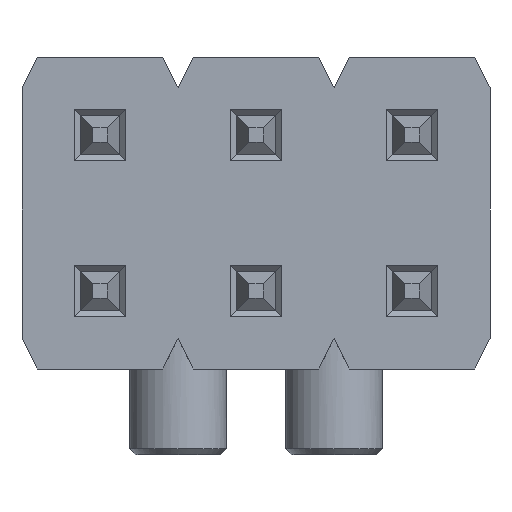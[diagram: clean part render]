
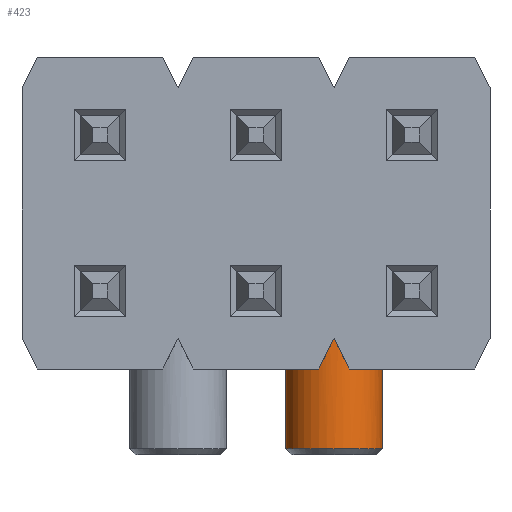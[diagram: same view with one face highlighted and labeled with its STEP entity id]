
A CAD part, front view. The second image highlights one B-rep face of the part: STEP entity #423.
In plain terms, the highlighted cylindrical face has radius 0.79 mm (diameter 1.58 mm), a full revolution.
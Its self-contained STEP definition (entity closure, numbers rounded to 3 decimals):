
#423 = ADVANCED_FACE( '', ( #877, #878 ), #879, .T. );
#877 = FACE_OUTER_BOUND( '', #1405, .T. );
#878 = FACE_OUTER_BOUND( '', #1406, .T. );
#879 = CYLINDRICAL_SURFACE( '', #1407, 0.79 );
#1405 = EDGE_LOOP( '', ( #2295 ) );
#1406 = EDGE_LOOP( '', ( #2296, #2297, #2298, #2299, #2300, #2301, #2302, #2303, #2304, #2305, #2306 ) );
#1407 = AXIS2_PLACEMENT_3D( '', #2307, #2308, #2309 );
#2295 = ORIENTED_EDGE( '', *, *, #3504, .T. );
#2296 = ORIENTED_EDGE( '', *, *, #3326, .T. );
#2297 = ORIENTED_EDGE( '', *, *, #3505, .F. );
#2298 = ORIENTED_EDGE( '', *, *, #3506, .T. );
#2299 = ORIENTED_EDGE( '', *, *, #3507, .F. );
#2300 = ORIENTED_EDGE( '', *, *, #3508, .F. );
#2301 = ORIENTED_EDGE( '', *, *, #3361, .F. );
#2302 = ORIENTED_EDGE( '', *, *, #3509, .F. );
#2303 = ORIENTED_EDGE( '', *, *, #3510, .F. );
#2304 = ORIENTED_EDGE( '', *, *, #3456, .T. );
#2305 = ORIENTED_EDGE( '', *, *, #3364, .F. );
#2306 = ORIENTED_EDGE( '', *, *, #3462, .T. );
#2307 = CARTESIAN_POINT( '', ( 1.27, 0., -2.04 ) );
#2308 = DIRECTION( '', ( 0., 0., 1. ) );
#2309 = DIRECTION( '', ( -1., 0., 0. ) );
#3326 = EDGE_CURVE( '', #3998, #3999, #4000, .F. );
#3361 = EDGE_CURVE( '', #4055, #4056, #4057, .T. );
#3364 = EDGE_CURVE( '', #4060, #4061, #4062, .T. );
#3456 = EDGE_CURVE( '', #4196, #4061, #4197, .F. );
#3462 = EDGE_CURVE( '', #4060, #3998, #4203, .F. );
#3504 = EDGE_CURVE( '', #4265, #4265, #4266, .T. );
#3505 = EDGE_CURVE( '', #4267, #3999, #4268, .T. );
#3506 = EDGE_CURVE( '', #4267, #4269, #4270, .F. );
#3507 = EDGE_CURVE( '', #4271, #4269, #4272, .F. );
#3508 = EDGE_CURVE( '', #4056, #4271, #4273, .T. );
#3509 = EDGE_CURVE( '', #4274, #4055, #4275, .F. );
#3510 = EDGE_CURVE( '', #4196, #4274, #4276, .F. );
#3998 = VERTEX_POINT( '', #4917 );
#3999 = VERTEX_POINT( '', #4918 );
#4000 = ELLIPSE( '', #4919, 1.766, 0.79 );
#4055 = VERTEX_POINT( '', #5000 );
#4056 = VERTEX_POINT( '', #5001 );
#4057 = CIRCLE( '', #5002, 0.79 );
#4060 = VERTEX_POINT( '', #5006 );
#4061 = VERTEX_POINT( '', #5007 );
#4062 = CIRCLE( '', #5008, 0.79 );
#4196 = VERTEX_POINT( '', #5205 );
#4197 = ELLIPSE( '', #5206, 1.766, 0.79 );
#4203 = ELLIPSE( '', #5215, 1.766, 0.79 );
#4265 = VERTEX_POINT( '', #5305 );
#4266 = CIRCLE( '', #5306, 0.79 );
#4267 = VERTEX_POINT( '', #5307 );
#4268 = CIRCLE( '', #5308, 0.79 );
#4269 = VERTEX_POINT( '', #5309 );
#4270 = ELLIPSE( '', #5310, 1.766, 0.79 );
#4271 = VERTEX_POINT( '', #5311 );
#4272 = CIRCLE( '', #5312, 0.79 );
#4273 = LINE( '', #5313, #5314 );
#4274 = VERTEX_POINT( '', #5315 );
#4275 = LINE( '', #5316, #5317 );
#4276 = CIRCLE( '', #5318, 0.79 );
#4917 = CARTESIAN_POINT( '', ( 1.27, -0.79, -2.04 ) );
#4918 = CARTESIAN_POINT( '', ( 1.02, -0.749, -2.54 ) );
#4919 = AXIS2_PLACEMENT_3D( '', #5891, #5892, #5893 );
#5000 = CARTESIAN_POINT( '', ( 1.447, 0.77, -2.04 ) );
#5001 = CARTESIAN_POINT( '', ( 1.093, 0.77, -2.04 ) );
#5002 = AXIS2_PLACEMENT_3D( '', #5920, #5921, #5922 );
#5006 = CARTESIAN_POINT( '', ( 1.52, -0.749, -2.54 ) );
#5007 = CARTESIAN_POINT( '', ( 1.52, 0.749, -2.54 ) );
#5008 = AXIS2_PLACEMENT_3D( '', #5924, #5925, #5926 );
#5205 = CARTESIAN_POINT( '', ( 1.32, 0.788, -2.14 ) );
#5206 = AXIS2_PLACEMENT_3D( '', #6008, #6009, #6010 );
#5215 = AXIS2_PLACEMENT_3D( '', #6014, #6015, #6016 );
#5305 = CARTESIAN_POINT( '', ( 2.06, 0., -3.84 ) );
#5306 = AXIS2_PLACEMENT_3D( '', #6057, #6058, #6059 );
#5307 = CARTESIAN_POINT( '', ( 1.02, 0.749, -2.54 ) );
#5308 = AXIS2_PLACEMENT_3D( '', #6060, #6061, #6062 );
#5309 = CARTESIAN_POINT( '', ( 1.22, 0.788, -2.14 ) );
#5310 = AXIS2_PLACEMENT_3D( '', #6063, #6064, #6065 );
#5311 = CARTESIAN_POINT( '', ( 1.093, 0.77, -2.14 ) );
#5312 = AXIS2_PLACEMENT_3D( '', #6066, #6067, #6068 );
#5313 = CARTESIAN_POINT( '', ( 1.093, 0.77, -2.04 ) );
#5314 = VECTOR( '', #6069, 1000. );
#5315 = CARTESIAN_POINT( '', ( 1.447, 0.77, -2.14 ) );
#5316 = CARTESIAN_POINT( '', ( 1.447, 0.77, -2.04 ) );
#5317 = VECTOR( '', #6070, 1000. );
#5318 = AXIS2_PLACEMENT_3D( '', #6071, #6072, #6073 );
#5891 = CARTESIAN_POINT( '', ( 1.27, 0., -2.04 ) );
#5892 = DIRECTION( '', ( -0.894, 0., 0.447 ) );
#5893 = DIRECTION( '', ( -0.447, 0., -0.894 ) );
#5920 = CARTESIAN_POINT( '', ( 1.27, 0., -2.04 ) );
#5921 = DIRECTION( '', ( 0., 0., 1. ) );
#5922 = DIRECTION( '', ( 1., 0., 0. ) );
#5924 = CARTESIAN_POINT( '', ( 1.27, 0., -2.54 ) );
#5925 = DIRECTION( '', ( 0., 0., 1. ) );
#5926 = DIRECTION( '', ( 1., 0., 0. ) );
#6008 = CARTESIAN_POINT( '', ( 1.27, 0., -2.04 ) );
#6009 = DIRECTION( '', ( 0.894, 0., 0.447 ) );
#6010 = DIRECTION( '', ( 0.447, 0., -0.894 ) );
#6014 = CARTESIAN_POINT( '', ( 1.27, 0., -2.04 ) );
#6015 = DIRECTION( '', ( 0.894, 0., 0.447 ) );
#6016 = DIRECTION( '', ( 0.447, 0., -0.894 ) );
#6057 = CARTESIAN_POINT( '', ( 1.27, 0., -3.84 ) );
#6058 = DIRECTION( '', ( 0., 0., 1. ) );
#6059 = DIRECTION( '', ( 1., 0., 0. ) );
#6060 = CARTESIAN_POINT( '', ( 1.27, 0., -2.54 ) );
#6061 = DIRECTION( '', ( 0., 0., 1. ) );
#6062 = DIRECTION( '', ( 1., 0., 0. ) );
#6063 = CARTESIAN_POINT( '', ( 1.27, 0., -2.04 ) );
#6064 = DIRECTION( '', ( -0.894, 0., 0.447 ) );
#6065 = DIRECTION( '', ( -0.447, 0., -0.894 ) );
#6066 = CARTESIAN_POINT( '', ( 1.27, 0., -2.14 ) );
#6067 = DIRECTION( '', ( 0., 0., 1. ) );
#6068 = DIRECTION( '', ( 1., 0., 0. ) );
#6069 = DIRECTION( '', ( 0., 0., -1. ) );
#6070 = DIRECTION( '', ( 0., 0., -1. ) );
#6071 = CARTESIAN_POINT( '', ( 1.27, 0., -2.14 ) );
#6072 = DIRECTION( '', ( 0., 0., 1. ) );
#6073 = DIRECTION( '', ( 1., 0., 0. ) );
